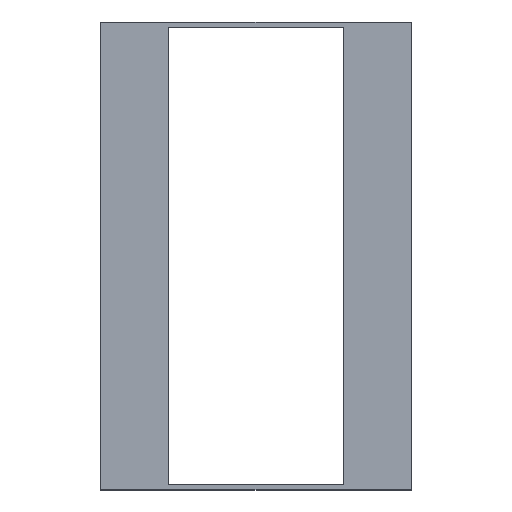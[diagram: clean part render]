
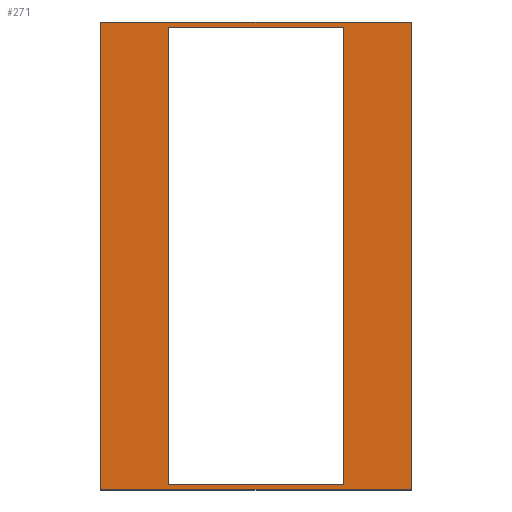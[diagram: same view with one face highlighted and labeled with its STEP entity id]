
A CAD part, top view. The second image highlights one B-rep face of the part: STEP entity #271.
In plain terms, the highlighted planar face has unit normal (0, 0, 1).
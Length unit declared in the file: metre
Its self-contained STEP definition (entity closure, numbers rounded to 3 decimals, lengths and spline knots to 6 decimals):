
#68=ORIENTED_EDGE('',*,*,#98,.F.);
#69=ORIENTED_EDGE('',*,*,#102,.T.);
#70=ORIENTED_EDGE('',*,*,#105,.T.);
#71=ORIENTED_EDGE('',*,*,#108,.F.);
#72=ORIENTED_EDGE('',*,*,#88,.F.);
#73=ORIENTED_EDGE('',*,*,#92,.T.);
#74=ORIENTED_EDGE('',*,*,#95,.T.);
#75=ORIENTED_EDGE('',*,*,#110,.F.);
#88=EDGE_CURVE('',#120,#121,#144,.T.);
#92=EDGE_CURVE('',#120,#124,#148,.T.);
#95=EDGE_CURVE('',#124,#126,#151,.T.);
#98=EDGE_CURVE('',#128,#129,#154,.T.);
#102=EDGE_CURVE('',#128,#132,#158,.T.);
#105=EDGE_CURVE('',#132,#134,#161,.T.);
#108=EDGE_CURVE('',#129,#134,#164,.T.);
#110=EDGE_CURVE('',#121,#126,#166,.T.);
#120=VERTEX_POINT('',#400);
#121=VERTEX_POINT('',#401);
#124=VERTEX_POINT('',#409);
#126=VERTEX_POINT('',#415);
#128=VERTEX_POINT('',#421);
#129=VERTEX_POINT('',#422);
#132=VERTEX_POINT('',#430);
#134=VERTEX_POINT('',#436);
#144=LINE('',#399,#168);
#148=LINE('',#408,#172);
#151=LINE('',#414,#175);
#154=LINE('',#420,#178);
#158=LINE('',#429,#182);
#161=LINE('',#435,#185);
#164=LINE('',#441,#188);
#166=LINE('',#444,#190);
#168=VECTOR('',#323,1.);
#172=VECTOR('',#329,1.);
#175=VECTOR('',#334,1.);
#178=VECTOR('',#339,1.);
#182=VECTOR('',#345,1.);
#185=VECTOR('',#350,1.);
#188=VECTOR('',#355,1.);
#190=VECTOR('',#359,1.);
#206=EDGE_LOOP('',(#68,#69,#70,#71));
#207=EDGE_LOOP('',(#72,#73,#74,#75));
#234=FACE_BOUND('',#206,.T.);
#235=FACE_BOUND('',#207,.T.);
#257=PLANE('',#306);
#271=ADVANCED_FACE('',(#234,#235),#257,.T.);
#306=AXIS2_PLACEMENT_3D('',#455,#371,#372);
#323=DIRECTION('',(-1.,0.,0.));
#329=DIRECTION('',(0.,1.,0.));
#334=DIRECTION('',(-1.,0.,0.));
#339=DIRECTION('',(0.,1.,0.));
#345=DIRECTION('',(-1.,0.,0.));
#350=DIRECTION('',(0.,1.,0.));
#355=DIRECTION('',(-1.,0.,0.));
#359=DIRECTION('',(0.,1.,0.));
#371=DIRECTION('',(0.,0.,1.));
#372=DIRECTION('',(1.,0.,0.));
#399=CARTESIAN_POINT('',(0.,-0.01661,0.));
#400=CARTESIAN_POINT('',(0.011022,-0.01661,0.));
#401=CARTESIAN_POINT('',(-0.011022,-0.01661,0.));
#408=CARTESIAN_POINT('',(0.011022,0.,0.));
#409=CARTESIAN_POINT('',(0.011022,0.01661,0.));
#414=CARTESIAN_POINT('',(0.,0.01661,0.));
#415=CARTESIAN_POINT('',(-0.011022,0.01661,0.));
#420=CARTESIAN_POINT('',(0.006215,0.,0.));
#421=CARTESIAN_POINT('',(0.006215,-0.01624,0.));
#422=CARTESIAN_POINT('',(0.006215,0.01624,0.));
#429=CARTESIAN_POINT('',(0.,-0.01624,0.));
#430=CARTESIAN_POINT('',(-0.006215,-0.01624,0.));
#435=CARTESIAN_POINT('',(-0.006215,0.,0.));
#436=CARTESIAN_POINT('',(-0.006215,0.01624,0.));
#441=CARTESIAN_POINT('',(0.,0.01624,0.));
#444=CARTESIAN_POINT('',(-0.011022,0.,0.));
#455=CARTESIAN_POINT('',(0.,0.,0.));
